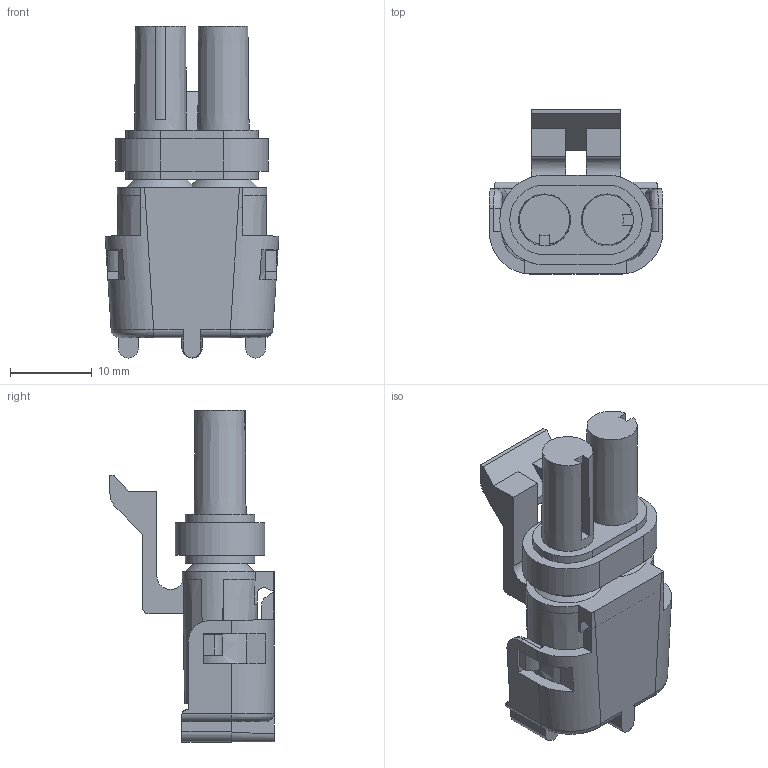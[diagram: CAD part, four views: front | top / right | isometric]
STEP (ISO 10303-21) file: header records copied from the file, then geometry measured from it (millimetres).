
FILE_DESCRIPTION(/* description */ (''),/* implementation_level */ '2;1');
FILE_NAME(/* name */ '12015378-ENV11_06-CONN.stp',/* time_stamp */ '2023-06-21T10:07:47+08:00',/* author */ (''),/* organization */ (''),/* preprocessor_version */ 'ST-DEVELOPER v16',/* originating_system */ 'SIEMENS PLM Software NX 11.0',/* authorisation */ '');
FILE_SCHEMA (('AUTOMOTIVE_DESIGN { 1 0 10303 214 3 1 1 1 }'));
Length unit declared in the file: millimetre
Products named in the file (1): 12015378-ENV11_06-CONN
Bounding box: 21.29 x 20.12 x 40.7 mm (x, y, z)
Volume: 5621.3 mm3; surface area: 4106 mm2
Topology: 1 solids, 1 shells, 155 faces, 488 edges, 322 vertices
Faces by surface type: plane 100, cylinder 41, cone 8, bspline 6
Entity records: 5853 total; most frequent: CARTESIAN_POINT 1491, ORIENTED_EDGE 960, DIRECTION 880, EDGE_CURVE 480, VERTEX_POINT 318, AXIS2_PLACEMENT_3D 298, LINE 284, VECTOR 284
